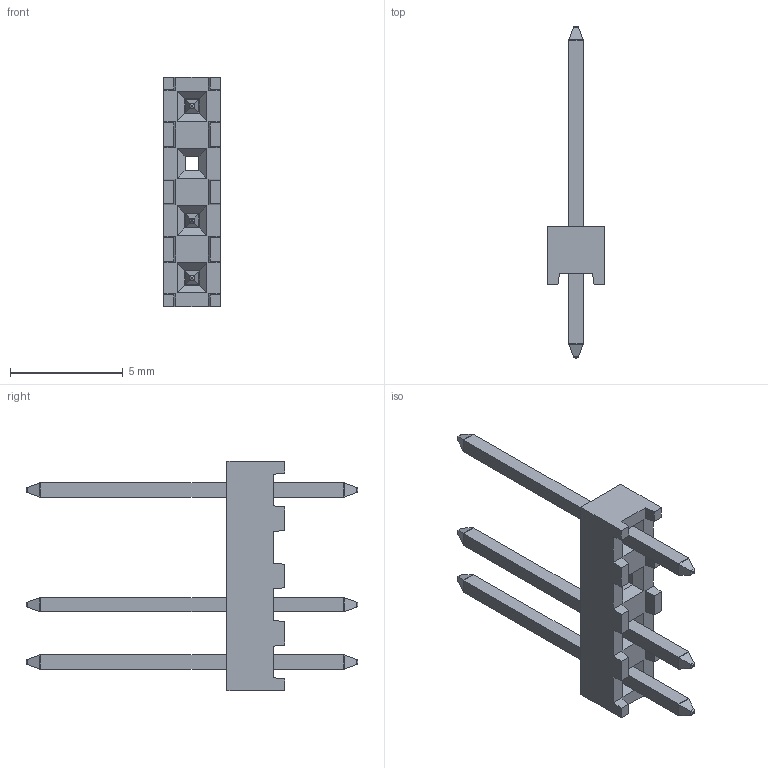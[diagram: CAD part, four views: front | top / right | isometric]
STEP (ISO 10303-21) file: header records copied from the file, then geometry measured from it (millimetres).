
FILE_DESCRIPTION((''),'2;1');
FILE_NAME('AAAAU004GA00_ASM','2020-09-10T',('PLALX-ME-PROJX1'),(''),'PRO/ENGINEER BY PARAMETRIC TECHNOLOGY CORPORATION, 2010280','PRO/ENGINEER BY PARAMETRIC TECHNOLOGY CORPORATION, 2010280','');
FILE_SCHEMA(('CONFIG_CONTROL_DESIGN'));
Length unit declared in the file: millimetre
Products named in the file (9): 01_PRT; 01_STP_ASM; _X2_96F64EF6_X0_1_1_1_1-34700; _X2_96F64EF6_X0_1_1_1_1-35030_ASM; _X2_96F64EF6_X0_1_1_1_1_1-42680; _X2_96F64EF6_X0_1_1_1_1_1-43010_ASM; _X2_96F64EF6_X0_1_1_1_1_1-50660; _X2_96F64EF6_X0_1_1_1_1_1-50990_ASM; AAAAU004GA00_ASM
Assembly tree (8 placements, depth 3):
  AAAAU004GA00_ASM
    01_STP_ASM
      01_PRT
    _X2_96F64EF6_X0_1_1_1_1-35030_ASM
      _X2_96F64EF6_X0_1_1_1_1-34700
    _X2_96F64EF6_X0_1_1_1_1_1-43010_ASM
      _X2_96F64EF6_X0_1_1_1_1_1-42680
    _X2_96F64EF6_X0_1_1_1_1_1-50990_ASM
      _X2_96F64EF6_X0_1_1_1_1_1-50660
Bounding box: 2.5 x 14.7 x 10.16 mm (x, y, z)
Volume: 66.1 mm3; surface area: 238.4 mm2
Topology: 4 solids, 4 shells, 180 faces, 412 edges, 240 vertices
Faces by surface type: plane 132, cylinder 48
Entity records: 5219 total; most frequent: CARTESIAN_POINT 1093, ORIENTED_EDGE 824, DIRECTION 766, EDGE_CURVE 412, VECTOR 364, LINE 364, VERTEX_POINT 240, AXIS2_PLACEMENT_3D 201
